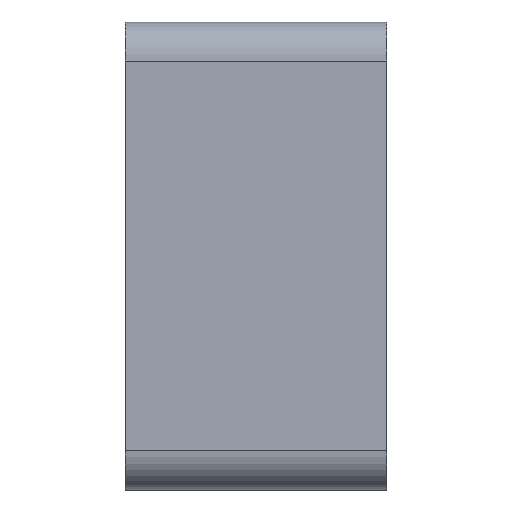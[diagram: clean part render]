
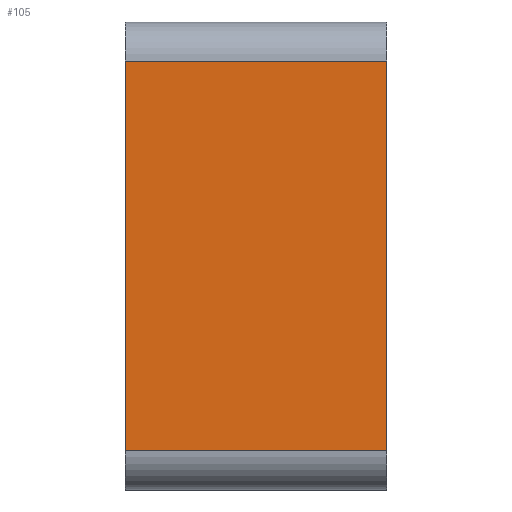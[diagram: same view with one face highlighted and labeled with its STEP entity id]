
A CAD part, top view. The second image highlights one B-rep face of the part: STEP entity #105.
In plain terms, the highlighted planar face has unit normal (0, 0, 1).
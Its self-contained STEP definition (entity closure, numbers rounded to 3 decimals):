
#105=ADVANCED_FACE('',(#262),#263,.F.);
#262=FACE_OUTER_BOUND('',#540,.T.);
#263=PLANE('',#541);
#540=EDGE_LOOP('',(#924,#925,#926,#927));
#541=AXIS2_PLACEMENT_3D('',#928,#929,#930);
#924=ORIENTED_EDGE('',*,*,#1977,.T.);
#925=ORIENTED_EDGE('',*,*,#1969,.F.);
#926=ORIENTED_EDGE('',*,*,#1978,.T.);
#927=ORIENTED_EDGE('',*,*,#1979,.T.);
#928=CARTESIAN_POINT('',(0.0,-44.75,41.5));
#929=DIRECTION('',(-0.0,-0.0,-1.0));
#930=DIRECTION('',(-0.0,1.0,-0.0));
#1969=EDGE_CURVE('',#2402,#2397,#2404,.T.);
#1977=EDGE_CURVE('',#2414,#2397,#2415,.T.);
#1978=EDGE_CURVE('',#2402,#2416,#2417,.T.);
#1979=EDGE_CURVE('',#2416,#2414,#2418,.T.);
#2397=VERTEX_POINT('',#3046);
#2402=VERTEX_POINT('',#3052);
#2404=LINE('',#3054,#3055);
#2414=VERTEX_POINT('',#3070);
#2415=LINE('',#3071,#3072);
#2416=VERTEX_POINT('',#3073);
#2417=LINE('',#3074,#3075);
#2418=LINE('',#3076,#3077);
#3046=CARTESIAN_POINT('',(120.0,89.5,41.5));
#3052=CARTESIAN_POINT('',(0.,89.5,41.5));
#3054=CARTESIAN_POINT('',(0.,89.5,41.5));
#3055=VECTOR('',#3844,1.0);
#3070=CARTESIAN_POINT('',(120.0,-89.5,41.5));
#3071=CARTESIAN_POINT('',(120.0,0.,41.5));
#3072=VECTOR('',#3856,1.0);
#3073=CARTESIAN_POINT('',(0.0,-89.5,41.5));
#3074=CARTESIAN_POINT('',(0.0,0.0,41.5));
#3075=VECTOR('',#3857,1.0);
#3076=CARTESIAN_POINT('',(0.0,-89.5,41.5));
#3077=VECTOR('',#3858,1.0);
#3844=DIRECTION('',(1.0,0.,0.0));
#3856=DIRECTION('',(0.,1.0,0.0));
#3857=DIRECTION('',(0.0,-1.0,0.0));
#3858=DIRECTION('',(1.0,0.0,0.0));
